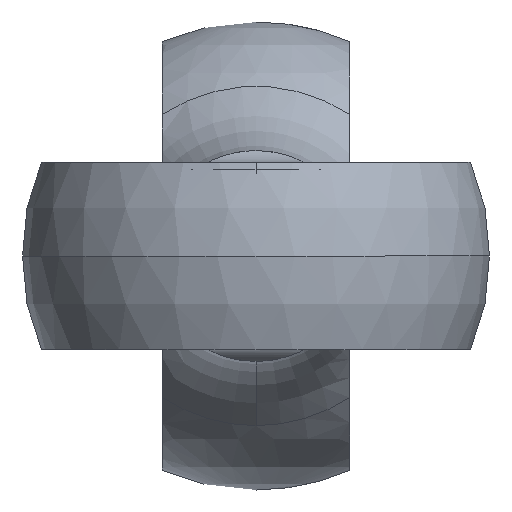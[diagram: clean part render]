
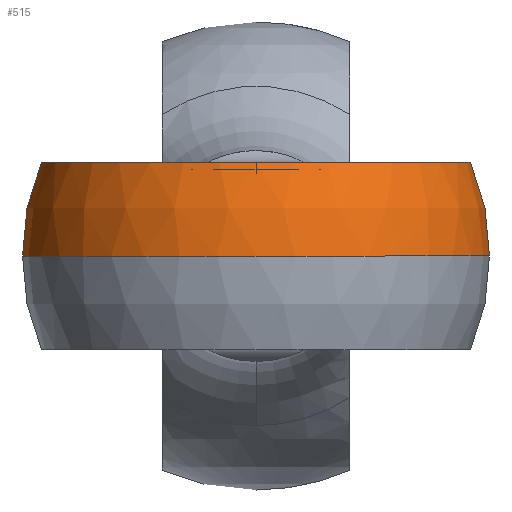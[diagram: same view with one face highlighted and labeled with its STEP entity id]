
A CAD part, left-side view. The second image highlights one B-rep face of the part: STEP entity #515.
In plain terms, the highlighted spherical face has radius 10 mm.
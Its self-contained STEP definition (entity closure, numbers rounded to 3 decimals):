
#28 = VERTEX_POINT ( 'NONE', #961 ) ;
#52 = AXIS2_PLACEMENT_3D ( 'NONE', #1048, #935, #622 ) ;
#89 = ORIENTED_EDGE ( 'NONE', *, *, #754, .F. ) ;
#97 = ORIENTED_EDGE ( 'NONE', *, *, #406, .F. ) ;
#112 = DIRECTION ( 'NONE',  ( 0., 0., -1. ) ) ;
#166 = DIRECTION ( 'NONE',  ( 0., 0., -1. ) ) ;
#285 = CARTESIAN_POINT ( 'NONE',  ( -162.5, 0., 0. ) ) ;
#307 = EDGE_CURVE ( 'NONE', #28, #1372, #913, .T. ) ;
#312 = AXIS2_PLACEMENT_3D ( 'NONE', #806, #1020, #482 ) ;
#380 = CARTESIAN_POINT ( 'NONE',  ( -145.613, 0., 0. ) ) ;
#382 = DIRECTION ( 'NONE',  ( 0., -1., 0. ) ) ;
#406 = EDGE_CURVE ( 'NONE', #768, #28, #998, .T. ) ;
#482 = DIRECTION ( 'NONE',  ( -1., 0., 0. ) ) ;
#487 = CARTESIAN_POINT ( 'NONE',  ( -145.613, -7.25, 0. ) ) ;
#504 = VERTEX_POINT ( 'NONE', #285 ) ;
#515 = ADVANCED_FACE ( 'NONE', ( #824 ), #1055, .T. ) ;
#526 = DIRECTION ( 'NONE',  ( 1., 0., 0. ) ) ;
#604 = CIRCLE ( 'NONE', #646, 10. ) ;
#622 = DIRECTION ( 'NONE',  ( 0., 1., 0. ) ) ;
#646 = AXIS2_PLACEMENT_3D ( 'NONE', #1356, #1042, #382 ) ;
#688 = ORIENTED_EDGE ( 'NONE', *, *, #1339, .F. ) ;
#754 = EDGE_CURVE ( 'NONE', #827, #768, #1213, .T. ) ;
#768 = VERTEX_POINT ( 'NONE', #1177 ) ;
#791 = CARTESIAN_POINT ( 'NONE',  ( -152.5, 0., 0. ) ) ;
#806 = CARTESIAN_POINT ( 'NONE',  ( -152.5, 0., 4. ) ) ;
#824 = FACE_OUTER_BOUND ( 'NONE', #1039, .T. ) ;
#827 = VERTEX_POINT ( 'NONE', #1211 ) ;
#862 = CARTESIAN_POINT ( 'NONE',  ( -145.613, 0., 0. ) ) ;
#913 = CIRCLE ( 'NONE', #1080, 7.25 ) ;
#919 = DIRECTION ( 'NONE',  ( 1., 0., 0. ) ) ;
#935 = DIRECTION ( 'NONE',  ( 0., 0., 1. ) ) ;
#938 = ORIENTED_EDGE ( 'NONE', *, *, #1390, .T. ) ;
#961 = CARTESIAN_POINT ( 'NONE',  ( -145.613, -6.047, 4. ) ) ;
#998 = CIRCLE ( 'NONE', #312, 9.165 ) ;
#1020 = DIRECTION ( 'NONE',  ( 0., 0., 1. ) ) ;
#1039 = EDGE_LOOP ( 'NONE', ( #688, #938, #1092, #97, #89 ) ) ;
#1042 = DIRECTION ( 'NONE',  ( 0., 0., 1. ) ) ;
#1048 = CARTESIAN_POINT ( 'NONE',  ( -152.5, 0., 0. ) ) ;
#1055 = SPHERICAL_SURFACE ( 'NONE', #52, 10. ) ;
#1080 = AXIS2_PLACEMENT_3D ( 'NONE', #862, #526, #112 ) ;
#1092 = ORIENTED_EDGE ( 'NONE', *, *, #307, .F. ) ;
#1094 = DIRECTION ( 'NONE',  ( -1., 0., 0. ) ) ;
#1114 = DIRECTION ( 'NONE',  ( 0., 0., -1. ) ) ;
#1126 = AXIS2_PLACEMENT_3D ( 'NONE', #791, #1114, #1094 ) ;
#1168 = AXIS2_PLACEMENT_3D ( 'NONE', #380, #919, #166 ) ;
#1169 = CIRCLE ( 'NONE', #1126, 10. ) ;
#1177 = CARTESIAN_POINT ( 'NONE',  ( -145.613, 6.047, 4. ) ) ;
#1211 = CARTESIAN_POINT ( 'NONE',  ( -145.613, 7.25, 0. ) ) ;
#1213 = CIRCLE ( 'NONE', #1168, 7.25 ) ;
#1339 = EDGE_CURVE ( 'NONE', #504, #827, #1169, .T. ) ;
#1356 = CARTESIAN_POINT ( 'NONE',  ( -152.5, 0., 0. ) ) ;
#1372 = VERTEX_POINT ( 'NONE', #487 ) ;
#1390 = EDGE_CURVE ( 'NONE', #504, #1372, #604, .T. ) ;
